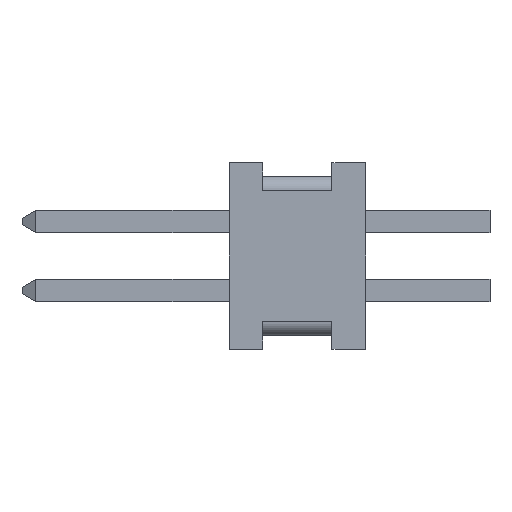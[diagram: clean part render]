
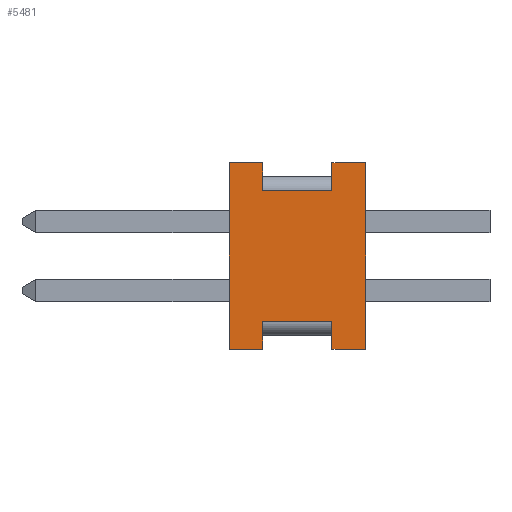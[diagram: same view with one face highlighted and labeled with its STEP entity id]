
A CAD part, left-side view. The second image highlights one B-rep face of the part: STEP entity #5481.
In plain terms, the highlighted planar face has unit normal (-1, 0, 0).
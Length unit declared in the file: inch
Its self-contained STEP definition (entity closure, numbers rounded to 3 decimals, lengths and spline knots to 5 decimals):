
#48 = ORIENTED_EDGE ( 'NONE', *, *, #612, .T. ) ;
#61 = ORIENTED_EDGE ( 'NONE', *, *, #1672, .F. ) ;
#87 = CARTESIAN_POINT ( 'NONE',  ( -0.075, 0.099, 0.0675 ) ) ;
#115 = CARTESIAN_POINT ( 'NONE',  ( -0.075, 0.0245, -0.0475 ) ) ;
#116 = DIRECTION ( 'NONE',  ( 0., -1., 0. ) ) ;
#117 = VECTOR ( 'NONE', #4277, 39.37008 ) ;
#175 = ORIENTED_EDGE ( 'NONE', *, *, #4435, .T. ) ;
#192 = VERTEX_POINT ( 'NONE', #5883 ) ;
#259 = CARTESIAN_POINT ( 'NONE',  ( -0.075, 0.0245, -0.0675 ) ) ;
#421 = CARTESIAN_POINT ( 'NONE',  ( -0.075, 0., -0.0675 ) ) ;
#486 = CARTESIAN_POINT ( 'NONE',  ( -0.075, 0.0245, 0.0475 ) ) ;
#581 = ORIENTED_EDGE ( 'NONE', *, *, #2069, .F. ) ;
#587 = CARTESIAN_POINT ( 'NONE',  ( -0.075, 0.0745, -0.0675 ) ) ;
#612 = EDGE_CURVE ( 'NONE', #4323, #3491, #4162, .T. ) ;
#618 = ORIENTED_EDGE ( 'NONE', *, *, #5018, .T. ) ;
#970 = DIRECTION ( 'NONE',  ( 0., 0., 1. ) ) ;
#1001 = EDGE_CURVE ( 'NONE', #4153, #5448, #2709, .T. ) ;
#1005 = VECTOR ( 'NONE', #2514, 39.37008 ) ;
#1032 = VECTOR ( 'NONE', #970, 39.37008 ) ;
#1033 = LINE ( 'NONE', #2673, #1938 ) ;
#1190 = ORIENTED_EDGE ( 'NONE', *, *, #2017, .T. ) ;
#1202 = CARTESIAN_POINT ( 'NONE',  ( -0.075, 0., 0.0675 ) ) ;
#1228 = ORIENTED_EDGE ( 'NONE', *, *, #1001, .T. ) ;
#1264 = EDGE_LOOP ( 'NONE', ( #3124, #1228, #581, #4831, #1344, #1190, #618, #175, #1937, #2085, #61, #48 ) ) ;
#1344 = ORIENTED_EDGE ( 'NONE', *, *, #5053, .T. ) ;
#1388 = LINE ( 'NONE', #2194, #2840 ) ;
#1410 = DIRECTION ( 'NONE',  ( 0., -1., 0. ) ) ;
#1441 = VERTEX_POINT ( 'NONE', #421 ) ;
#1537 = VECTOR ( 'NONE', #1652, 39.37008 ) ;
#1652 = DIRECTION ( 'NONE',  ( 0., -1., 0. ) ) ;
#1672 = EDGE_CURVE ( 'NONE', #4323, #192, #3477, .T. ) ;
#1814 = VECTOR ( 'NONE', #3344, 39.37008 ) ;
#1817 = EDGE_CURVE ( 'NONE', #1441, #192, #4661, .T. ) ;
#1851 = VECTOR ( 'NONE', #4252, 39.37008 ) ;
#1885 = CARTESIAN_POINT ( 'NONE',  ( -0.075, 0.099, -0.0675 ) ) ;
#1937 = ORIENTED_EDGE ( 'NONE', *, *, #6045, .T. ) ;
#1938 = VECTOR ( 'NONE', #4640, 39.37008 ) ;
#1978 = VECTOR ( 'NONE', #3612, 39.37008 ) ;
#1998 = DIRECTION ( 'NONE',  ( 0., 0., 1. ) ) ;
#2017 = EDGE_CURVE ( 'NONE', #4937, #6009, #4054, .T. ) ;
#2066 = LINE ( 'NONE', #2974, #1005 ) ;
#2069 = EDGE_CURVE ( 'NONE', #3379, #5448, #4207, .T. ) ;
#2085 = ORIENTED_EDGE ( 'NONE', *, *, #1817, .T. ) ;
#2183 = VECTOR ( 'NONE', #116, 39.37008 ) ;
#2194 = CARTESIAN_POINT ( 'NONE',  ( -0.075, 0.099, -0.0475 ) ) ;
#2321 = LINE ( 'NONE', #5799, #1032 ) ;
#2377 = LINE ( 'NONE', #4329, #5260 ) ;
#2433 = VERTEX_POINT ( 'NONE', #1885 ) ;
#2467 = LINE ( 'NONE', #4184, #1537 ) ;
#2514 = DIRECTION ( 'NONE',  ( 0., 1., 0. ) ) ;
#2595 = CARTESIAN_POINT ( 'NONE',  ( -0.075, 0.0245, 0.0675 ) ) ;
#2673 = CARTESIAN_POINT ( 'NONE',  ( -0.075, 0.0245, -0.0675 ) ) ;
#2709 = LINE ( 'NONE', #2803, #117 ) ;
#2793 = DIRECTION ( 'NONE',  ( 1., 0., 0. ) ) ;
#2803 = CARTESIAN_POINT ( 'NONE',  ( -0.075, 0.0745, 0.0675 ) ) ;
#2840 = VECTOR ( 'NONE', #3198, 39.37008 ) ;
#2974 = CARTESIAN_POINT ( 'NONE',  ( -0.075, 0.099, 0.0475 ) ) ;
#2991 = FACE_OUTER_BOUND ( 'NONE', #1264, .T. ) ;
#3124 = ORIENTED_EDGE ( 'NONE', *, *, #6178, .T. ) ;
#3198 = DIRECTION ( 'NONE',  ( 0., -1., 0. ) ) ;
#3268 = CARTESIAN_POINT ( 'NONE',  ( -0.075, 0.0245, 0.0675 ) ) ;
#3344 = DIRECTION ( 'NONE',  ( 0., -1., 0. ) ) ;
#3379 = VERTEX_POINT ( 'NONE', #5785 ) ;
#3477 = LINE ( 'NONE', #87, #2183 ) ;
#3491 = VERTEX_POINT ( 'NONE', #486 ) ;
#3540 = VERTEX_POINT ( 'NONE', #115 ) ;
#3612 = DIRECTION ( 'NONE',  ( 0., 0., 1. ) ) ;
#3799 = CARTESIAN_POINT ( 'NONE',  ( -0.075, 0.099, 0.0675 ) ) ;
#3821 = CARTESIAN_POINT ( 'NONE',  ( -0.075, 0.099, 0.0675 ) ) ;
#3849 = VERTEX_POINT ( 'NONE', #259 ) ;
#3872 = CARTESIAN_POINT ( 'NONE',  ( -0.075, 0.0745, 0.0475 ) ) ;
#3997 = CARTESIAN_POINT ( 'NONE',  ( -0.075, 0.0745, -0.0675 ) ) ;
#4054 = LINE ( 'NONE', #587, #5181 ) ;
#4133 = EDGE_CURVE ( 'NONE', #2433, #3379, #2321, .T. ) ;
#4153 = VERTEX_POINT ( 'NONE', #3872 ) ;
#4162 = LINE ( 'NONE', #3268, #1851 ) ;
#4184 = CARTESIAN_POINT ( 'NONE',  ( -0.075, 0.099, -0.0675 ) ) ;
#4207 = LINE ( 'NONE', #3821, #1814 ) ;
#4252 = DIRECTION ( 'NONE',  ( 0., 0., -1. ) ) ;
#4277 = DIRECTION ( 'NONE',  ( 0., 0., 1. ) ) ;
#4286 = DIRECTION ( 'NONE',  ( 0., 0., -1. ) ) ;
#4323 = VERTEX_POINT ( 'NONE', #2595 ) ;
#4329 = CARTESIAN_POINT ( 'NONE',  ( -0.075, 0.099, -0.0675 ) ) ;
#4435 = EDGE_CURVE ( 'NONE', #3540, #3849, #1033, .T. ) ;
#4640 = DIRECTION ( 'NONE',  ( 0., 0., -1. ) ) ;
#4661 = LINE ( 'NONE', #1202, #1978 ) ;
#4751 = PLANE ( 'NONE',  #5050 ) ;
#4777 = CARTESIAN_POINT ( 'NONE',  ( -0.075, 0.0745, 0.0675 ) ) ;
#4831 = ORIENTED_EDGE ( 'NONE', *, *, #4133, .F. ) ;
#4937 = VERTEX_POINT ( 'NONE', #3997 ) ;
#5018 = EDGE_CURVE ( 'NONE', #6009, #3540, #1388, .T. ) ;
#5050 = AXIS2_PLACEMENT_3D ( 'NONE', #3799, #2793, #4286 ) ;
#5053 = EDGE_CURVE ( 'NONE', #2433, #4937, #2467, .T. ) ;
#5181 = VECTOR ( 'NONE', #1998, 39.37008 ) ;
#5260 = VECTOR ( 'NONE', #1410, 39.37008 ) ;
#5448 = VERTEX_POINT ( 'NONE', #4777 ) ;
#5481 = ADVANCED_FACE ( 'NONE', ( #2991 ), #4751, .F. ) ;
#5613 = CARTESIAN_POINT ( 'NONE',  ( -0.075, 0.0745, -0.0475 ) ) ;
#5785 = CARTESIAN_POINT ( 'NONE',  ( -0.075, 0.099, 0.0675 ) ) ;
#5799 = CARTESIAN_POINT ( 'NONE',  ( -0.075, 0.099, 0.0675 ) ) ;
#5883 = CARTESIAN_POINT ( 'NONE',  ( -0.075, 0., 0.0675 ) ) ;
#6009 = VERTEX_POINT ( 'NONE', #5613 ) ;
#6045 = EDGE_CURVE ( 'NONE', #3849, #1441, #2377, .T. ) ;
#6178 = EDGE_CURVE ( 'NONE', #3491, #4153, #2066, .T. ) ;
